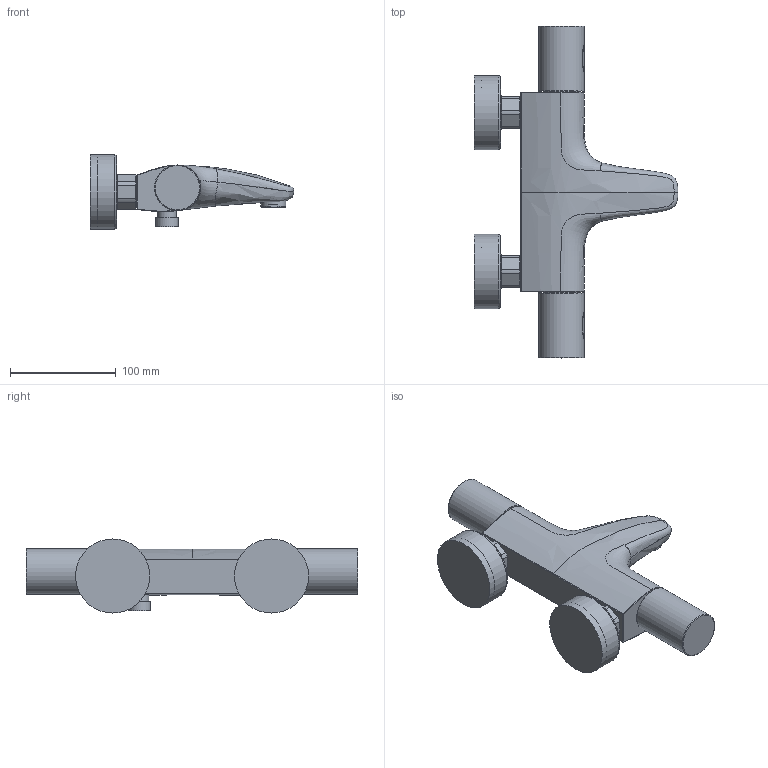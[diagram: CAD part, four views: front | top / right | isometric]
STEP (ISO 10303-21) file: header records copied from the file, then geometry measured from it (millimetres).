
FILE_DESCRIPTION(/* description */ ('Unknown'),/* implementation_level */ '2;1');
FILE_NAME(/* name */ '34779000',/* time_stamp */ '2022-09-07T07:27:57+02:00',/* author */ ('Unknown'),/* organization */ ('GROHE AG'),/* preprocessor_version */ 'ST-DEVELOPER v16.7',/* originating_system */ 'DEX',/* authorisation */ $);
FILE_SCHEMA (('AUTOMOTIVE_DESIGN {1 0 10303 214 3 1 1}'));
Length unit declared in the file: millimetre
Products named in the file (12): 34779000; 34779000_0; 34779000_1; SQUARE#75; 34779000_2; 34779000_3; 34779000_4; 34779000_5; 34779000_6; 34779000_7; 34779000_8
Assembly tree (11 placements, depth 2):
  34779000
    34779000
    34779000_0
    34779000_1
    SQUARE#75
    34779000_2
    34779000_3
    34779000_4
    34779000_5
    34779000_6
    34779000_7
    34779000_8
Bounding box: 192.41 x 313.35 x 70 mm (x, y, z)
Volume: 962039.3 mm3; surface area: 139813.7 mm2
Topology: 11 solids, 15 shells, 184 faces, 408 edges, 257 vertices
Faces by surface type: bspline 56, plane 55, cylinder 53, torus 10, cone 6, sphere 4
Full cylindrical faces by diameter (mm): 13.5 x1, 15 x1, 18 x1, 18.8 x1, 20 x2, 20.1 x1, 20.5 x2, 20.96 x1, 21 x1, 22 x1, 22.4 x2, 23.6 x1, 24 x1, 24.4 x2, 25.6 x1, 27 x1, 27.5 x1, 28 x2, 30 x1, 31.8 x1, 33 x1, 34.6 x1, 43 x2, 69 x2, 70 x2
Entity records: 20726 total; most frequent: CARTESIAN_POINT 17121, ORIENTED_EDGE 640, DIRECTION 586, EDGE_CURVE 320, EDGE_LOOP 260, FACE_BOUND 260, AXIS2_PLACEMENT_3D 260, VERTEX_POINT 234
